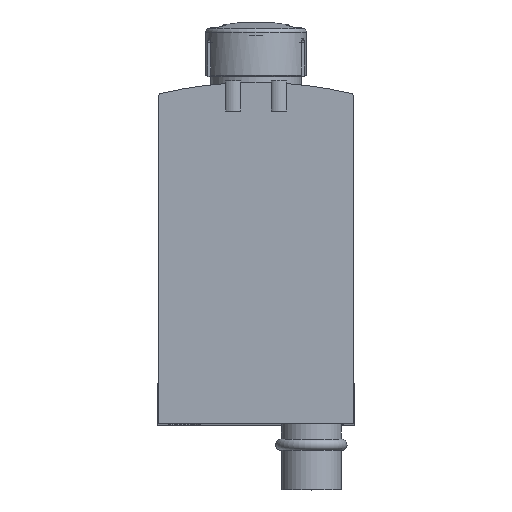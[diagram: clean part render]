
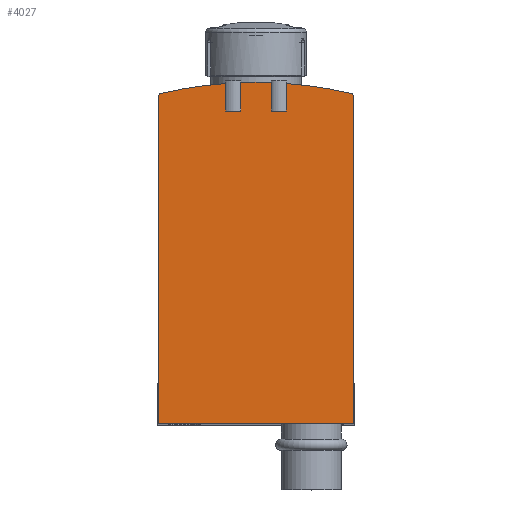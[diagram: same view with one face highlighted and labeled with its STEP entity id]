
A CAD part, top view. The second image highlights one B-rep face of the part: STEP entity #4027.
In plain terms, the highlighted planar face has unit normal (0, 0, 1).
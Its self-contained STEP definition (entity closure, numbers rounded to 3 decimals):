
#67=PLANE('',#4238);
#141=CIRCLE('',#4173,55.3);
#142=CIRCLE('',#4174,55.3);
#144=CIRCLE('',#4176,55.3);
#174=CIRCLE('',#4233,0.5);
#175=CIRCLE('',#4237,0.5);
#512=ORIENTED_EDGE('',*,*,#1292,.T.);
#513=ORIENTED_EDGE('',*,*,#1206,.T.);
#514=ORIENTED_EDGE('',*,*,#1286,.T.);
#515=ORIENTED_EDGE('',*,*,#1288,.T.);
#516=ORIENTED_EDGE('',*,*,#1234,.T.);
#517=ORIENTED_EDGE('',*,*,#1289,.T.);
#518=ORIENTED_EDGE('',*,*,#1291,.T.);
#519=ORIENTED_EDGE('',*,*,#1202,.T.);
#520=ORIENTED_EDGE('',*,*,#1293,.F.);
#521=ORIENTED_EDGE('',*,*,#1294,.T.);
#522=ORIENTED_EDGE('',*,*,#1295,.T.);
#523=ORIENTED_EDGE('',*,*,#1198,.T.);
#524=ORIENTED_EDGE('',*,*,#1296,.F.);
#525=ORIENTED_EDGE('',*,*,#1297,.T.);
#1198=EDGE_CURVE('',#1629,#1628,#141,.T.);
#1202=EDGE_CURVE('',#1633,#1632,#142,.T.);
#1206=EDGE_CURVE('',#1626,#1636,#144,.T.);
#1234=EDGE_CURVE('',#1663,#1662,#1939,.T.);
#1286=EDGE_CURVE('',#1636,#1692,#174,.T.);
#1288=EDGE_CURVE('',#1692,#1663,#1968,.T.);
#1289=EDGE_CURVE('',#1662,#1693,#1969,.T.);
#1291=EDGE_CURVE('',#1693,#1633,#175,.T.);
#1292=EDGE_CURVE('',#1694,#1626,#1971,.T.);
#1293=EDGE_CURVE('',#1695,#1632,#1972,.T.);
#1294=EDGE_CURVE('',#1695,#1696,#1973,.T.);
#1295=EDGE_CURVE('',#1696,#1629,#1974,.T.);
#1296=EDGE_CURVE('',#1697,#1628,#1975,.T.);
#1297=EDGE_CURVE('',#1697,#1694,#1976,.T.);
#1626=VERTEX_POINT('',#5356);
#1628=VERTEX_POINT('',#5366);
#1629=VERTEX_POINT('',#5368);
#1632=VERTEX_POINT('',#5380);
#1633=VERTEX_POINT('',#5382);
#1636=VERTEX_POINT('',#5388);
#1662=VERTEX_POINT('',#5470);
#1663=VERTEX_POINT('',#5472);
#1692=VERTEX_POINT('',#5588);
#1693=VERTEX_POINT('',#5594);
#1694=VERTEX_POINT('',#5600);
#1695=VERTEX_POINT('',#5602);
#1696=VERTEX_POINT('',#5604);
#1697=VERTEX_POINT('',#5607);
#1939=LINE('',#5471,#2175);
#1968=LINE('',#5591,#2204);
#1969=LINE('',#5593,#2205);
#1971=LINE('',#5599,#2207);
#1972=LINE('',#5601,#2208);
#1973=LINE('',#5603,#2209);
#1974=LINE('',#5605,#2210);
#1975=LINE('',#5606,#2211);
#1976=LINE('',#5608,#2212);
#2175=VECTOR('',#4544,1000.);
#2204=VECTOR('',#4667,1000.);
#2205=VECTOR('',#4670,1000.);
#2207=VECTOR('',#4678,1000.);
#2208=VECTOR('',#4679,1000.);
#2209=VECTOR('',#4680,1000.);
#2210=VECTOR('',#4681,1000.);
#2211=VECTOR('',#4682,1000.);
#2212=VECTOR('',#4683,1000.);
#2427=EDGE_LOOP('',(#512,#513,#514,#515,#516,#517,#518,#519,#520,#521,#522,
#523,#524,#525));
#2623=FACE_BOUND('',#2427,.T.);
#4027=ADVANCED_FACE('',(#2623),#67,.T.);
#4173=AXIS2_PLACEMENT_3D('',#5367,#4492,#4493);
#4174=AXIS2_PLACEMENT_3D('',#5381,#4496,#4497);
#4176=AXIS2_PLACEMENT_3D('',#5389,#4502,#4503);
#4233=AXIS2_PLACEMENT_3D('',#5587,#4662,#4663);
#4237=AXIS2_PLACEMENT_3D('',#5597,#4674,#4675);
#4238=AXIS2_PLACEMENT_3D('',#5598,#4676,#4677);
#4492=DIRECTION('',(0.,0.,1.));
#4493=DIRECTION('',(1.,0.,0.));
#4496=DIRECTION('',(0.,0.,1.));
#4497=DIRECTION('',(1.,0.,0.));
#4502=DIRECTION('',(0.,0.,1.));
#4503=DIRECTION('',(1.,0.,0.));
#4544=DIRECTION('',(1.,0.,0.));
#4662=DIRECTION('',(0.,0.,1.));
#4663=DIRECTION('',(1.,0.,0.));
#4667=DIRECTION('',(0.,-1.,0.));
#4670=DIRECTION('',(0.,1.,0.));
#4674=DIRECTION('',(0.,0.,1.));
#4675=DIRECTION('',(1.,0.,0.));
#4676=DIRECTION('',(0.,0.,1.));
#4677=DIRECTION('',(1.,0.,0.));
#4678=DIRECTION('',(0.,1.,0.));
#4679=DIRECTION('',(0.,1.,0.));
#4680=DIRECTION('',(-1.,0.,0.));
#4681=DIRECTION('',(0.,1.,0.));
#4682=DIRECTION('',(0.,1.,0.));
#4683=DIRECTION('',(-1.,0.,0.));
#5356=CARTESIAN_POINT('',(-4.,45.155,100.5));
#5366=CARTESIAN_POINT('',(-2.,45.264,100.5));
#5367=CARTESIAN_POINT('',(0.,-10.,100.5));
#5368=CARTESIAN_POINT('',(2.,45.264,100.5));
#5380=CARTESIAN_POINT('',(4.,45.155,100.5));
#5381=CARTESIAN_POINT('',(0.,-10.,100.5));
#5382=CARTESIAN_POINT('',(12.614,43.842,100.5));
#5388=CARTESIAN_POINT('',(-12.614,43.842,100.5));
#5389=CARTESIAN_POINT('',(0.,-10.,100.5));
#5470=CARTESIAN_POINT('',(13.,0.,100.5));
#5471=CARTESIAN_POINT('',(-13.,0.,100.5));
#5472=CARTESIAN_POINT('',(-13.,0.,100.5));
#5587=CARTESIAN_POINT('',(-12.5,43.355,100.5));
#5588=CARTESIAN_POINT('',(-13.,43.355,100.5));
#5591=CARTESIAN_POINT('',(-13.,43.355,100.5));
#5593=CARTESIAN_POINT('',(13.,0.,100.5));
#5594=CARTESIAN_POINT('',(13.,43.355,100.5));
#5597=CARTESIAN_POINT('',(12.5,43.355,100.5));
#5598=CARTESIAN_POINT('',(-12.5,43.355,100.5));
#5599=CARTESIAN_POINT('',(-4.,41.5,100.5));
#5600=CARTESIAN_POINT('',(-4.,41.5,100.5));
#5601=CARTESIAN_POINT('',(4.,41.5,100.5));
#5602=CARTESIAN_POINT('',(4.,41.5,100.5));
#5603=CARTESIAN_POINT('',(-12.5,41.5,100.5));
#5604=CARTESIAN_POINT('',(2.,41.5,100.5));
#5605=CARTESIAN_POINT('',(2.,41.5,100.5));
#5606=CARTESIAN_POINT('',(-2.,41.5,100.5));
#5607=CARTESIAN_POINT('',(-2.,41.5,100.5));
#5608=CARTESIAN_POINT('',(-12.5,41.5,100.5));
